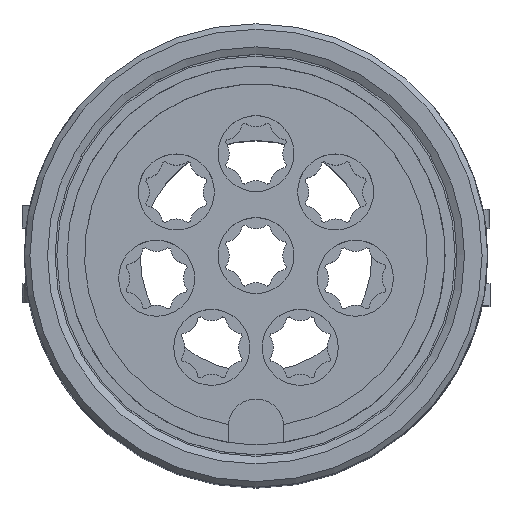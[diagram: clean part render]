
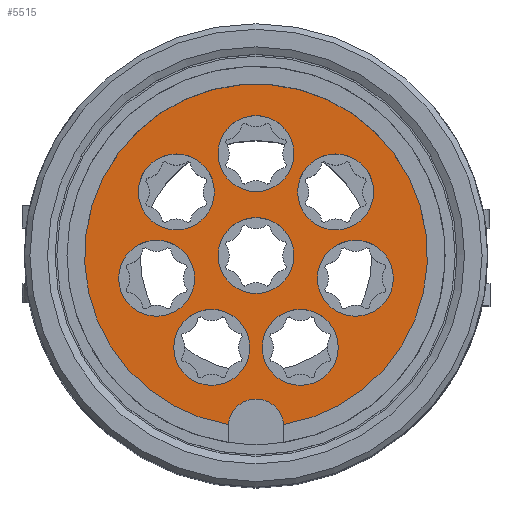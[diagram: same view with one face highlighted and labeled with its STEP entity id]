
A CAD part, top view. The second image highlights one B-rep face of the part: STEP entity #5515.
In plain terms, the highlighted planar face has unit normal (0, 0, 1).
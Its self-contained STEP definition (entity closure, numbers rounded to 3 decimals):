
#138=PLANE('',#6094);
#247=CIRCLE('',#5764,3.);
#440=CIRCLE('',#6093,18.5);
#441=CIRCLE('',#6095,4.1);
#442=CIRCLE('',#6096,4.1);
#443=CIRCLE('',#6097,4.1);
#444=CIRCLE('',#6098,4.1);
#445=CIRCLE('',#6099,4.1);
#446=CIRCLE('',#6100,4.1);
#447=CIRCLE('',#6101,4.1);
#448=CIRCLE('',#6102,4.1);
#1176=ORIENTED_EDGE('',*,*,#2691,.F.);
#1177=ORIENTED_EDGE('',*,*,#2250,.T.);
#1178=ORIENTED_EDGE('',*,*,#2694,.T.);
#1179=ORIENTED_EDGE('',*,*,#2695,.F.);
#1180=ORIENTED_EDGE('',*,*,#2696,.F.);
#1181=ORIENTED_EDGE('',*,*,#2697,.F.);
#1182=ORIENTED_EDGE('',*,*,#2698,.F.);
#1183=ORIENTED_EDGE('',*,*,#2699,.F.);
#1184=ORIENTED_EDGE('',*,*,#2700,.F.);
#1185=ORIENTED_EDGE('',*,*,#2701,.F.);
#2250=EDGE_CURVE('',#3043,#3045,#247,.T.);
#2691=EDGE_CURVE('',#3043,#3045,#440,.T.);
#2694=EDGE_CURVE('',#3441,#3441,#441,.T.);
#2695=EDGE_CURVE('',#3442,#3442,#442,.T.);
#2696=EDGE_CURVE('',#3443,#3443,#443,.T.);
#2697=EDGE_CURVE('',#3444,#3444,#444,.T.);
#2698=EDGE_CURVE('',#3445,#3445,#445,.T.);
#2699=EDGE_CURVE('',#3446,#3446,#446,.T.);
#2700=EDGE_CURVE('',#3447,#3447,#447,.T.);
#2701=EDGE_CURVE('',#3448,#3448,#448,.T.);
#3043=VERTEX_POINT('',#8446);
#3045=VERTEX_POINT('',#8450);
#3441=VERTEX_POINT('',#9604);
#3442=VERTEX_POINT('',#9606);
#3443=VERTEX_POINT('',#9608);
#3444=VERTEX_POINT('',#9610);
#3445=VERTEX_POINT('',#9612);
#3446=VERTEX_POINT('',#9614);
#3447=VERTEX_POINT('',#9616);
#3448=VERTEX_POINT('',#9618);
#4440=EDGE_LOOP('',(#1176,#1177));
#4441=EDGE_LOOP('',(#1178));
#4442=EDGE_LOOP('',(#1179));
#4443=EDGE_LOOP('',(#1180));
#4444=EDGE_LOOP('',(#1181));
#4445=EDGE_LOOP('',(#1182));
#4446=EDGE_LOOP('',(#1183));
#4447=EDGE_LOOP('',(#1184));
#4448=EDGE_LOOP('',(#1185));
#4912=FACE_BOUND('',#4440,.T.);
#4913=FACE_BOUND('',#4441,.T.);
#4914=FACE_BOUND('',#4442,.T.);
#4915=FACE_BOUND('',#4443,.T.);
#4916=FACE_BOUND('',#4444,.T.);
#4917=FACE_BOUND('',#4445,.T.);
#4918=FACE_BOUND('',#4446,.T.);
#4919=FACE_BOUND('',#4447,.T.);
#4920=FACE_BOUND('',#4448,.T.);
#5515=ADVANCED_FACE('',(#4912,#4913,#4914,#4915,#4916,#4917,#4918,#4919,
#4920),#138,.F.);
#5764=AXIS2_PLACEMENT_3D('',#8451,#6548,#6549);
#6093=AXIS2_PLACEMENT_3D('',#9599,#7414,#7415);
#6094=AXIS2_PLACEMENT_3D('',#9602,#7418,#7419);
#6095=AXIS2_PLACEMENT_3D('',#9603,#7420,#7421);
#6096=AXIS2_PLACEMENT_3D('',#9605,#7422,#7423);
#6097=AXIS2_PLACEMENT_3D('',#9607,#7424,#7425);
#6098=AXIS2_PLACEMENT_3D('',#9609,#7426,#7427);
#6099=AXIS2_PLACEMENT_3D('',#9611,#7428,#7429);
#6100=AXIS2_PLACEMENT_3D('',#9613,#7430,#7431);
#6101=AXIS2_PLACEMENT_3D('',#9615,#7432,#7433);
#6102=AXIS2_PLACEMENT_3D('',#9617,#7434,#7435);
#6548=DIRECTION('',(0.,0.,-1.));
#6549=DIRECTION('',(-1.,0.,0.));
#7414=DIRECTION('',(0.,0.,-1.));
#7415=DIRECTION('',(-1.,0.,0.));
#7418=DIRECTION('',(0.,0.,-1.));
#7419=DIRECTION('',(-1.,0.,0.));
#7420=DIRECTION('',(0.,0.,-1.));
#7421=DIRECTION('',(-1.,0.,0.));
#7422=DIRECTION('',(0.,0.,1.));
#7423=DIRECTION('',(1.,0.,0.));
#7424=DIRECTION('',(0.,0.,1.));
#7425=DIRECTION('',(1.,0.,0.));
#7426=DIRECTION('',(0.,0.,1.));
#7427=DIRECTION('',(1.,0.,0.));
#7428=DIRECTION('',(0.,0.,1.));
#7429=DIRECTION('',(1.,0.,0.));
#7430=DIRECTION('',(0.,0.,1.));
#7431=DIRECTION('',(1.,0.,0.));
#7432=DIRECTION('',(0.,0.,1.));
#7433=DIRECTION('',(1.,0.,0.));
#7434=DIRECTION('',(0.,0.,1.));
#7435=DIRECTION('',(1.,0.,0.));
#8446=CARTESIAN_POINT('',(-2.99,-18.257,4.5));
#8450=CARTESIAN_POINT('',(2.99,-18.257,4.5));
#8451=CARTESIAN_POINT('',(0.,-18.5,4.5));
#9599=CARTESIAN_POINT('',(0.,0.,4.5));
#9602=CARTESIAN_POINT('',(0.,0.,4.5));
#9603=CARTESIAN_POINT('',(0.,11.,4.5));
#9604=CARTESIAN_POINT('',(-4.1,11.,4.5));
#9605=CARTESIAN_POINT('',(-8.6,6.858,4.5));
#9606=CARTESIAN_POINT('',(-4.5,6.858,4.5));
#9607=CARTESIAN_POINT('',(-4.773,-9.911,4.5));
#9608=CARTESIAN_POINT('',(-0.673,-9.911,4.5));
#9609=CARTESIAN_POINT('',(-10.724,-2.448,4.5));
#9610=CARTESIAN_POINT('',(-6.624,-2.448,4.5));
#9611=CARTESIAN_POINT('',(10.724,-2.448,4.5));
#9612=CARTESIAN_POINT('',(14.824,-2.448,4.5));
#9613=CARTESIAN_POINT('',(4.773,-9.911,4.5));
#9614=CARTESIAN_POINT('',(8.873,-9.911,4.5));
#9615=CARTESIAN_POINT('',(8.6,6.858,4.5));
#9616=CARTESIAN_POINT('',(12.7,6.858,4.5));
#9617=CARTESIAN_POINT('',(0.,0.,4.5));
#9618=CARTESIAN_POINT('',(4.1,0.,4.5));
